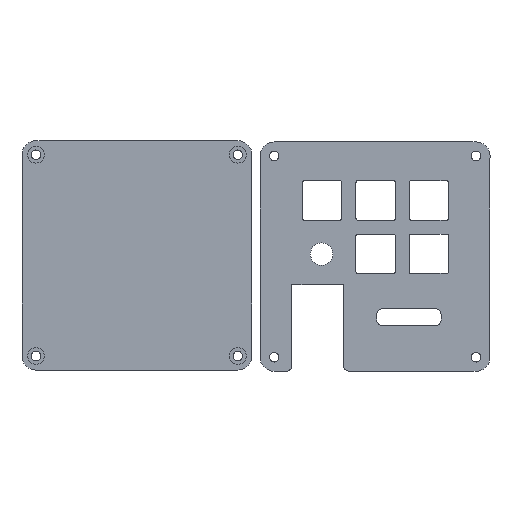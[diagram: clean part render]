
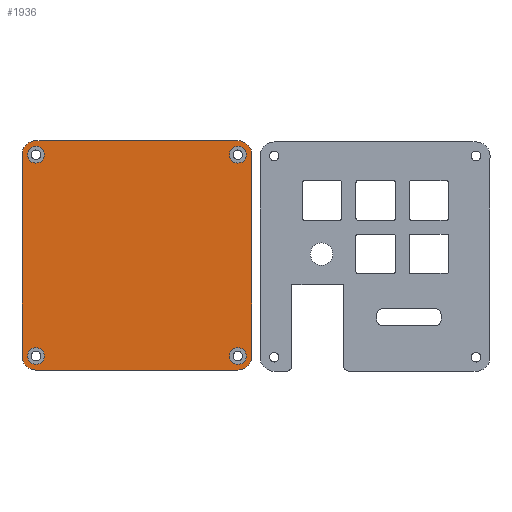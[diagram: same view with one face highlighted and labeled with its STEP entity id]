
A CAD part, front view. The second image highlights one B-rep face of the part: STEP entity #1936.
In plain terms, the highlighted planar face has unit normal (0, -1, 0).
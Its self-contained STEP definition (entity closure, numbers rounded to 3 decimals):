
#31=FACE_BOUND('',#246,.T.);
#32=FACE_BOUND('',#247,.T.);
#33=FACE_BOUND('',#248,.T.);
#34=FACE_BOUND('',#249,.T.);
#74=PLANE('',#2094);
#138=FACE_OUTER_BOUND('',#245,.T.);
#245=EDGE_LOOP('',(#1422,#1423,#1424,#1425,#1426,#1427,#1428,#1429));
#246=EDGE_LOOP('',(#1430));
#247=EDGE_LOOP('',(#1431));
#248=EDGE_LOOP('',(#1432));
#249=EDGE_LOOP('',(#1433));
#376=LINE('',#2931,#558);
#383=LINE('',#2947,#565);
#386=LINE('',#2955,#568);
#389=LINE('',#2963,#571);
#558=VECTOR('',#2318,10.);
#565=VECTOR('',#2337,10.);
#568=VECTOR('',#2346,10.);
#571=VECTOR('',#2355,10.);
#733=CIRCLE('',#2066,5.);
#734=CIRCLE('',#2069,5.);
#735=CIRCLE('',#2072,5.);
#736=CIRCLE('',#2075,5.);
#738=CIRCLE('',#2082,3.);
#740=CIRCLE('',#2085,3.);
#742=CIRCLE('',#2088,3.);
#744=CIRCLE('',#2091,3.);
#851=VERTEX_POINT('',#2928);
#852=VERTEX_POINT('',#2930);
#854=VERTEX_POINT('',#2941);
#855=VERTEX_POINT('',#2945);
#856=VERTEX_POINT('',#2949);
#857=VERTEX_POINT('',#2953);
#858=VERTEX_POINT('',#2957);
#859=VERTEX_POINT('',#2961);
#863=VERTEX_POINT('',#2980);
#865=VERTEX_POINT('',#2986);
#867=VERTEX_POINT('',#2992);
#869=VERTEX_POINT('',#2998);
#1046=EDGE_CURVE('',#852,#851,#376,.T.);
#1053=EDGE_CURVE('',#854,#851,#733,.T.);
#1055=EDGE_CURVE('',#854,#855,#383,.T.);
#1057=EDGE_CURVE('',#856,#855,#734,.T.);
#1059=EDGE_CURVE('',#856,#857,#386,.T.);
#1061=EDGE_CURVE('',#858,#857,#735,.T.);
#1063=EDGE_CURVE('',#858,#859,#389,.T.);
#1064=EDGE_CURVE('',#852,#859,#736,.T.);
#1072=EDGE_CURVE('',#863,#863,#738,.T.);
#1075=EDGE_CURVE('',#865,#865,#740,.T.);
#1078=EDGE_CURVE('',#867,#867,#742,.T.);
#1081=EDGE_CURVE('',#869,#869,#744,.T.);
#1422=ORIENTED_EDGE('',*,*,#1053,.F.);
#1423=ORIENTED_EDGE('',*,*,#1055,.T.);
#1424=ORIENTED_EDGE('',*,*,#1057,.F.);
#1425=ORIENTED_EDGE('',*,*,#1059,.T.);
#1426=ORIENTED_EDGE('',*,*,#1061,.F.);
#1427=ORIENTED_EDGE('',*,*,#1063,.T.);
#1428=ORIENTED_EDGE('',*,*,#1064,.F.);
#1429=ORIENTED_EDGE('',*,*,#1046,.T.);
#1430=ORIENTED_EDGE('',*,*,#1081,.F.);
#1431=ORIENTED_EDGE('',*,*,#1075,.F.);
#1432=ORIENTED_EDGE('',*,*,#1078,.F.);
#1433=ORIENTED_EDGE('',*,*,#1072,.F.);
#1936=ADVANCED_FACE('',(#138,#31,#32,#33,#34),#74,.F.);
#2066=AXIS2_PLACEMENT_3D('',#2943,#2332,#2333);
#2069=AXIS2_PLACEMENT_3D('',#2951,#2341,#2342);
#2072=AXIS2_PLACEMENT_3D('',#2959,#2350,#2351);
#2075=AXIS2_PLACEMENT_3D('',#2965,#2358,#2359);
#2082=AXIS2_PLACEMENT_3D('',#2982,#2378,#2379);
#2085=AXIS2_PLACEMENT_3D('',#2988,#2385,#2386);
#2088=AXIS2_PLACEMENT_3D('',#2994,#2392,#2393);
#2091=AXIS2_PLACEMENT_3D('',#3000,#2399,#2400);
#2094=AXIS2_PLACEMENT_3D('',#3004,#2406,#2407);
#2318=DIRECTION('',(1.,0.,0.));
#2332=DIRECTION('center_axis',(0.,1.,0.));
#2333=DIRECTION('ref_axis',(0.707,0.,-0.707));
#2337=DIRECTION('',(0.,0.,1.));
#2341=DIRECTION('center_axis',(0.,1.,0.));
#2342=DIRECTION('ref_axis',(0.707,0.,0.707));
#2346=DIRECTION('',(-1.,0.,0.));
#2350=DIRECTION('center_axis',(0.,1.,0.));
#2351=DIRECTION('ref_axis',(-0.707,0.,0.707));
#2355=DIRECTION('',(0.,0.,-1.));
#2358=DIRECTION('center_axis',(0.,1.,0.));
#2359=DIRECTION('ref_axis',(-0.707,0.,-0.707));
#2378=DIRECTION('center_axis',(0.,-1.,0.));
#2379=DIRECTION('ref_axis',(1.,0.,0.));
#2385=DIRECTION('center_axis',(0.,-1.,0.));
#2386=DIRECTION('ref_axis',(1.,0.,0.));
#2392=DIRECTION('center_axis',(0.,-1.,0.));
#2393=DIRECTION('ref_axis',(1.,0.,0.));
#2399=DIRECTION('center_axis',(0.,-1.,0.));
#2400=DIRECTION('ref_axis',(1.,0.,0.));
#2406=DIRECTION('center_axis',(0.,1.,0.));
#2407=DIRECTION('ref_axis',(1.,0.,0.));
#2928=CARTESIAN_POINT('',(67.644,0.,-9.5));
#2930=CARTESIAN_POINT('',(-4.5,0.,-9.5));
#2931=CARTESIAN_POINT('',(-9.5,0.,-9.5));
#2941=CARTESIAN_POINT('',(72.644,0.,-4.5));
#2943=CARTESIAN_POINT('Origin',(67.644,0.,-4.5));
#2945=CARTESIAN_POINT('',(72.644,0.,67.463));
#2947=CARTESIAN_POINT('',(72.644,0.,-9.5));
#2949=CARTESIAN_POINT('',(67.644,0.,72.463));
#2951=CARTESIAN_POINT('Origin',(67.644,0.,67.463));
#2953=CARTESIAN_POINT('',(-4.5,0.,72.463));
#2955=CARTESIAN_POINT('',(72.644,0.,72.463));
#2957=CARTESIAN_POINT('',(-9.5,0.,67.463));
#2959=CARTESIAN_POINT('Origin',(-4.5,0.,67.463));
#2961=CARTESIAN_POINT('',(-9.5,0.,-4.5));
#2963=CARTESIAN_POINT('',(-9.5,0.,72.463));
#2965=CARTESIAN_POINT('Origin',(-4.5,0.,-4.5));
#2980=CARTESIAN_POINT('',(64.644,0.,67.463));
#2982=CARTESIAN_POINT('Origin',(67.644,0.,67.463));
#2986=CARTESIAN_POINT('',(64.644,0.,-4.5));
#2988=CARTESIAN_POINT('Origin',(67.644,0.,-4.5));
#2992=CARTESIAN_POINT('',(-7.5,0.,-4.5));
#2994=CARTESIAN_POINT('Origin',(-4.5,0.,-4.5));
#2998=CARTESIAN_POINT('',(-7.5,0.,67.463));
#3000=CARTESIAN_POINT('Origin',(-4.5,0.,67.463));
#3004=CARTESIAN_POINT('Origin',(31.572,0.,31.482));
